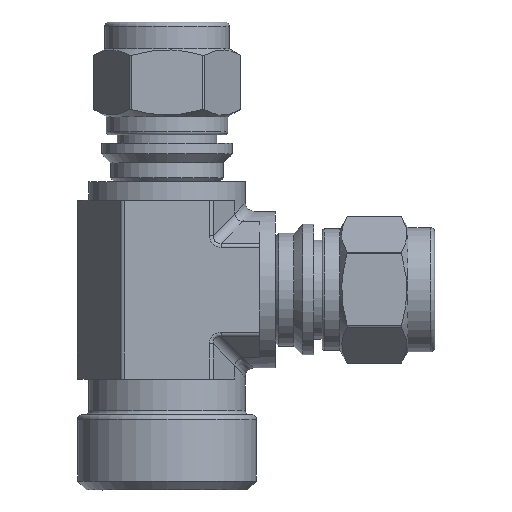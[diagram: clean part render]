
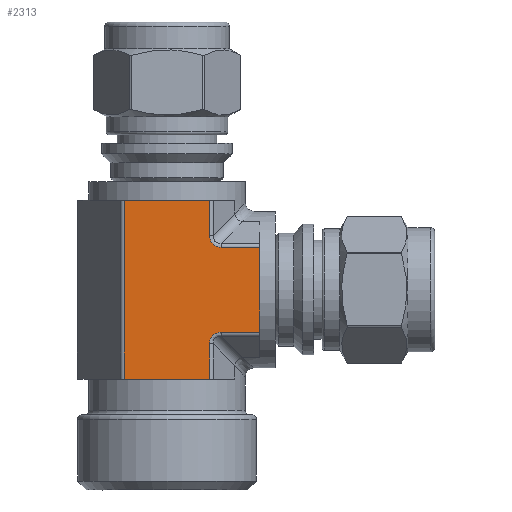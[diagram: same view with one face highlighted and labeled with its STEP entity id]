
A CAD part, left-side view. The second image highlights one B-rep face of the part: STEP entity #2313.
In plain terms, the highlighted planar face has unit normal (-1, 0, 0).
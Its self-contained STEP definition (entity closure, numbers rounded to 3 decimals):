
#23=ELLIPSE('',#2580,1.936,1.5);
#24=ELLIPSE('',#2581,1.936,1.5);
#369=FACE_OUTER_BOUND('',#534,.T.);
#534=EDGE_LOOP('',(#1883,#1884,#1885,#1886,#1887,#1888,#1889,#1890,#1891,
#1892,#1893,#1894,#1895));
#691=LINE('',#3953,#846);
#692=LINE('',#3956,#847);
#694=LINE('',#3962,#849);
#695=LINE('',#3964,#850);
#696=LINE('',#3966,#851);
#697=LINE('',#3970,#852);
#698=LINE('',#3972,#853);
#699=LINE('',#3974,#854);
#700=LINE('',#3976,#855);
#701=LINE('',#3980,#856);
#702=LINE('',#3981,#857);
#846=VECTOR('',#3159,10.);
#847=VECTOR('',#3162,10.);
#849=VECTOR('',#3168,10.);
#850=VECTOR('',#3169,10.);
#851=VECTOR('',#3170,10.);
#852=VECTOR('',#3173,10.);
#853=VECTOR('',#3174,10.);
#854=VECTOR('',#3175,10.);
#855=VECTOR('',#3176,10.);
#856=VECTOR('',#3179,10.);
#857=VECTOR('',#3180,10.);
#1068=VERTEX_POINT('',#3946);
#1071=VERTEX_POINT('',#3951);
#1072=VERTEX_POINT('',#3955);
#1074=VERTEX_POINT('',#3961);
#1075=VERTEX_POINT('',#3963);
#1076=VERTEX_POINT('',#3965);
#1077=VERTEX_POINT('',#3967);
#1078=VERTEX_POINT('',#3969);
#1079=VERTEX_POINT('',#3971);
#1080=VERTEX_POINT('',#3973);
#1081=VERTEX_POINT('',#3975);
#1082=VERTEX_POINT('',#3977);
#1083=VERTEX_POINT('',#3979);
#1351=EDGE_CURVE('',#1071,#1068,#691,.T.);
#1352=EDGE_CURVE('',#1068,#1072,#692,.T.);
#1355=EDGE_CURVE('',#1074,#1071,#694,.T.);
#1356=EDGE_CURVE('',#1075,#1074,#695,.T.);
#1357=EDGE_CURVE('',#1076,#1075,#696,.T.);
#1358=EDGE_CURVE('',#1077,#1076,#23,.T.);
#1359=EDGE_CURVE('',#1078,#1077,#697,.T.);
#1360=EDGE_CURVE('',#1079,#1078,#698,.T.);
#1361=EDGE_CURVE('',#1080,#1079,#699,.T.);
#1362=EDGE_CURVE('',#1081,#1080,#700,.T.);
#1363=EDGE_CURVE('',#1082,#1081,#24,.T.);
#1364=EDGE_CURVE('',#1083,#1082,#701,.T.);
#1365=EDGE_CURVE('',#1072,#1083,#702,.T.);
#1883=ORIENTED_EDGE('',*,*,#1351,.F.);
#1884=ORIENTED_EDGE('',*,*,#1355,.F.);
#1885=ORIENTED_EDGE('',*,*,#1356,.F.);
#1886=ORIENTED_EDGE('',*,*,#1357,.F.);
#1887=ORIENTED_EDGE('',*,*,#1358,.F.);
#1888=ORIENTED_EDGE('',*,*,#1359,.F.);
#1889=ORIENTED_EDGE('',*,*,#1360,.F.);
#1890=ORIENTED_EDGE('',*,*,#1361,.F.);
#1891=ORIENTED_EDGE('',*,*,#1362,.F.);
#1892=ORIENTED_EDGE('',*,*,#1363,.F.);
#1893=ORIENTED_EDGE('',*,*,#1364,.F.);
#1894=ORIENTED_EDGE('',*,*,#1365,.F.);
#1895=ORIENTED_EDGE('',*,*,#1352,.F.);
#2193=PLANE('',#2579);
#2313=ADVANCED_FACE('',(#369),#2193,.T.);
#2579=AXIS2_PLACEMENT_3D('',#3960,#3166,#3167);
#2580=AXIS2_PLACEMENT_3D('',#3968,#3171,#3172);
#2581=AXIS2_PLACEMENT_3D('',#3978,#3177,#3178);
#3159=DIRECTION('',(0.,0.,1.));
#3162=DIRECTION('',(0.,-1.,0.));
#3166=DIRECTION('center_axis',(-1.,0.,0.));
#3167=DIRECTION('ref_axis',(0.,-1.,0.));
#3168=DIRECTION('',(0.,1.,0.));
#3169=DIRECTION('',(0.,1.,0.));
#3170=DIRECTION('',(0.,0.,-1.));
#3171=DIRECTION('center_axis',(-1.,0.,0.));
#3172=DIRECTION('ref_axis',(0.,0.707,0.707));
#3173=DIRECTION('',(0.,1.,0.));
#3174=DIRECTION('',(0.,0.,-1.));
#3175=DIRECTION('',(0.,0.,-1.));
#3176=DIRECTION('',(0.,-1.,0.));
#3177=DIRECTION('center_axis',(-1.,0.,0.));
#3178=DIRECTION('ref_axis',(0.,0.707,-0.707));
#3179=DIRECTION('',(0.,0.,-1.));
#3180=DIRECTION('',(0.,-1.,0.));
#3946=CARTESIAN_POINT('',(-8.75,4.763,10.));
#3951=CARTESIAN_POINT('',(-8.75,4.763,-10.));
#3953=CARTESIAN_POINT('',(-8.75,4.763,0.));
#3955=CARTESIAN_POINT('',(-8.75,0.,10.));
#3956=CARTESIAN_POINT('',(-8.75,5.052,10.));
#3960=CARTESIAN_POINT('Origin',(-8.75,0.,0.));
#3961=CARTESIAN_POINT('',(-8.75,0.,-10.));
#3962=CARTESIAN_POINT('',(-8.75,5.052,-10.));
#3963=CARTESIAN_POINT('',(-8.75,-4.763,-10.));
#3964=CARTESIAN_POINT('',(-8.75,5.052,-10.));
#3965=CARTESIAN_POINT('',(-8.75,-4.763,-6.062));
#3966=CARTESIAN_POINT('',(-8.75,-4.763,0.));
#3967=CARTESIAN_POINT('',(-8.75,-6.062,-4.763));
#3968=CARTESIAN_POINT('Origin',(-8.75,-6.495,-6.495));
#3969=CARTESIAN_POINT('',(-8.75,-10.4,-4.763));
#3970=CARTESIAN_POINT('',(-8.75,0.,-4.763));
#3971=CARTESIAN_POINT('',(-8.75,-10.4,0.));
#3972=CARTESIAN_POINT('',(-8.75,-10.4,-5.052));
#3973=CARTESIAN_POINT('',(-8.75,-10.4,4.763));
#3974=CARTESIAN_POINT('',(-8.75,-10.4,-5.052));
#3975=CARTESIAN_POINT('',(-8.75,-6.062,4.763));
#3976=CARTESIAN_POINT('',(-8.75,0.,4.763));
#3977=CARTESIAN_POINT('',(-8.75,-4.763,6.062));
#3978=CARTESIAN_POINT('Origin',(-8.75,-6.495,6.495));
#3979=CARTESIAN_POINT('',(-8.75,-4.763,10.));
#3980=CARTESIAN_POINT('',(-8.75,-4.763,0.));
#3981=CARTESIAN_POINT('',(-8.75,5.052,10.));
